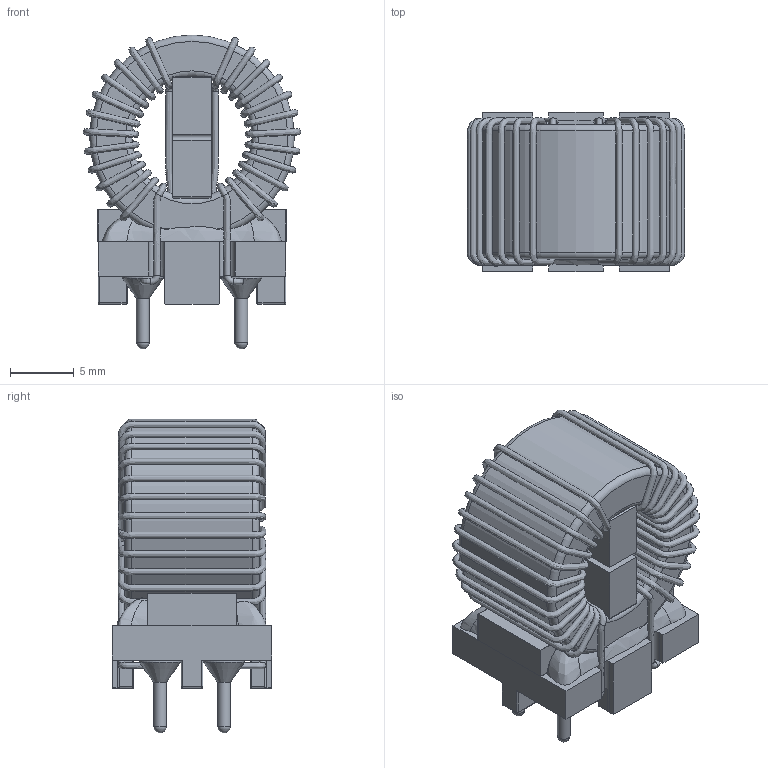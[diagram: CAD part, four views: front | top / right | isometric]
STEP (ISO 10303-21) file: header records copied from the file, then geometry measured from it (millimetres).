
FILE_DESCRIPTION(/* description */ ('Unknown'),/* implementation_level */ '2;1');
FILE_NAME(/* name */ '744842311_S',/* time_stamp */ '2020-11-26T15:51:50+01:00',/* author */ ('Unknown'),/* organization */ ('Unknown'),/* preprocessor_version */ 'ST-DEVELOPER v16.7',/* originating_system */ 'DEX',/* authorisation */ $);
FILE_SCHEMA (('AUTOMOTIVE_DESIGN {1 0 10303 214 3 1 1}'));
Length unit declared in the file: millimetre
Products named in the file (6): 744842311_S; base; core; Spacer; Solderpoints; Glue
Assembly tree (5 placements, depth 2):
  744842311_S
    base
    core
    Spacer
    Solderpoints
    Glue
Bounding box: 17.02 x 12.5 x 24.55 mm (x, y, z)
Volume: 2625.2 mm3; surface area: 4060.7 mm2
Topology: 10 solids, 10 shells, 250 faces, 660 edges, 412 vertices
Faces by surface type: plane 106, cylinder 54, bspline 48, torus 22, sphere 16, cone 4
Full cylindrical faces by diameter (mm): 1 x4, 9.4 x1, 16 x1
Entity records: 41535 total; most frequent: CARTESIAN_POINT 34545, ORIENTED_EDGE 1148, DIRECTION 990, EDGE_CURVE 574, VERTEX_POINT 390, AXIS2_PLACEMENT_3D 368, EDGE_LOOP 318, FACE_BOUND 318
